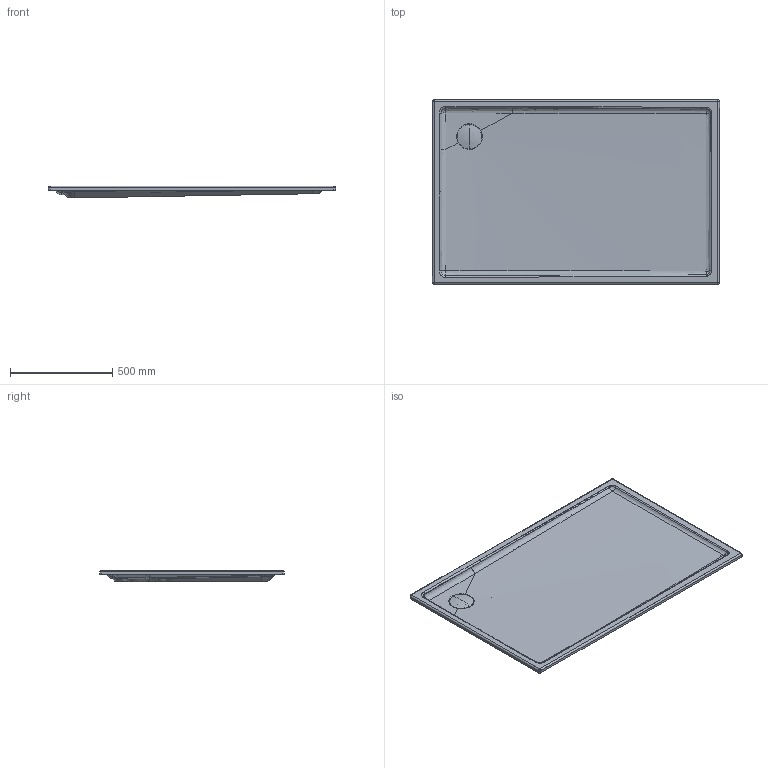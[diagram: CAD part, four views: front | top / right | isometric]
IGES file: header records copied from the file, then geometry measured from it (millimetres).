
Global section: file name: No Iges File Name specified; native system: Autodesk Inventor 2011; preprocessor: AutoDesk Inventor Iges Exporter R2011; author: Administrator; date: 20130627.202643; units: millimetre
Bounding box: 1400.33 x 900.51 x 56 mm (x, y, z)
Volume: 21353298.3 mm3; surface area: 2806867.9 mm2
Topology: 2 solids, 2 shells, 128 faces, 312 edges, 182 vertices
Faces by surface type: revolution 32, bspline 31, plane 29, cylinder 15, sphere 9, cone 6, torus 6
